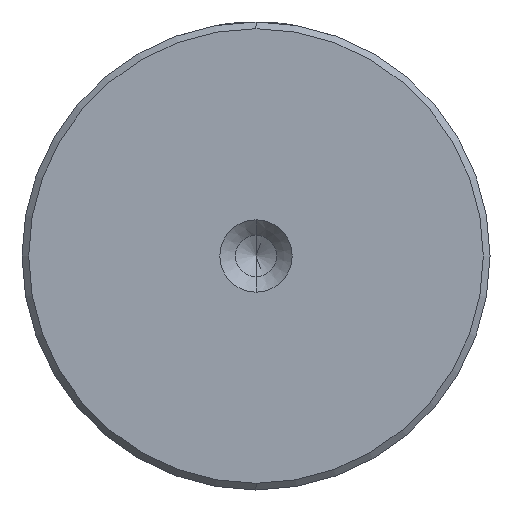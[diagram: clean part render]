
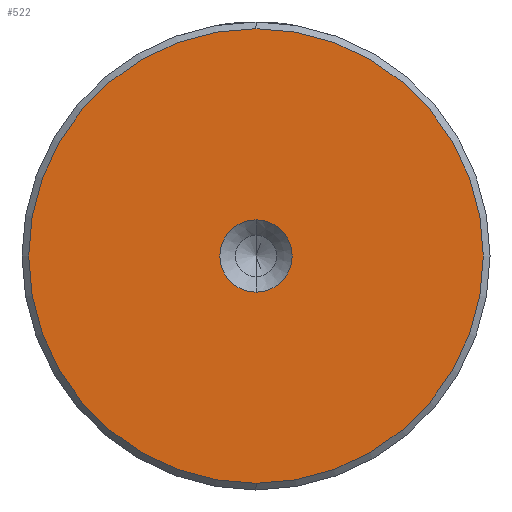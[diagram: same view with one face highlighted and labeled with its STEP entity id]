
A CAD part, left-side view. The second image highlights one B-rep face of the part: STEP entity #522.
In plain terms, the highlighted planar face has unit normal (-1, 0, 0).
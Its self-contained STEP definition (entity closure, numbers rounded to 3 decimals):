
#15 = DIRECTION ( 'NONE',  ( 0., 0., 1. ) ) ;
#20 = EDGE_CURVE ( 'NONE', #1941, #1811, #100, .T. ) ;
#66 = DIRECTION ( 'NONE',  ( -1., 0., 0. ) ) ;
#69 = DIRECTION ( 'NONE',  ( -1., 0., 0. ) ) ;
#98 = CARTESIAN_POINT ( 'NONE',  ( 0., 0., 0. ) ) ;
#100 = CIRCLE ( 'NONE', #1010, 17. ) ;
#139 = DIRECTION ( 'NONE',  ( 0., 0., 1. ) ) ;
#277 = VERTEX_POINT ( 'NONE', #1425 ) ;
#280 = CIRCLE ( 'NONE', #2135, 17. ) ;
#324 = EDGE_CURVE ( 'NONE', #2076, #277, #548, .T. ) ;
#364 = EDGE_LOOP ( 'NONE', ( #941, #2116 ) ) ;
#446 = ORIENTED_EDGE ( 'NONE', *, *, #324, .F. ) ;
#522 = ADVANCED_FACE ( 'NONE', ( #749, #1489 ), #1133, .T. ) ;
#548 = CIRCLE ( 'NONE', #1746, 2.7 ) ;
#749 = FACE_OUTER_BOUND ( 'NONE', #364, .T. ) ;
#908 = CARTESIAN_POINT ( 'NONE',  ( 0., 0., -2.7 ) ) ;
#913 = CARTESIAN_POINT ( 'NONE',  ( 0., 0., 0. ) ) ;
#937 = DIRECTION ( 'NONE',  ( 0., 0., 1. ) ) ;
#941 = ORIENTED_EDGE ( 'NONE', *, *, #1143, .T. ) ;
#1010 = AXIS2_PLACEMENT_3D ( 'NONE', #98, #69, #15 ) ;
#1025 = DIRECTION ( 'NONE',  ( -1., 0., 0. ) ) ;
#1047 = CARTESIAN_POINT ( 'NONE',  ( 0., 0., 0. ) ) ;
#1071 = CIRCLE ( 'NONE', #1239, 2.7 ) ;
#1093 = DIRECTION ( 'NONE',  ( 0., 0., 1. ) ) ;
#1133 = PLANE ( 'NONE',  #1354 ) ;
#1143 = EDGE_CURVE ( 'NONE', #1811, #1941, #280, .T. ) ;
#1206 = CARTESIAN_POINT ( 'NONE',  ( 0., 0., 17. ) ) ;
#1218 = DIRECTION ( 'NONE',  ( -1., 0., 0. ) ) ;
#1239 = AXIS2_PLACEMENT_3D ( 'NONE', #2243, #1218, #139 ) ;
#1354 = AXIS2_PLACEMENT_3D ( 'NONE', #1826, #66, #2174 ) ;
#1425 = CARTESIAN_POINT ( 'NONE',  ( 0., 0., 2.7 ) ) ;
#1426 = EDGE_LOOP ( 'NONE', ( #2102, #446 ) ) ;
#1489 = FACE_BOUND ( 'NONE', #1426, .T. ) ;
#1746 = AXIS2_PLACEMENT_3D ( 'NONE', #1047, #1025, #937 ) ;
#1811 = VERTEX_POINT ( 'NONE', #1999 ) ;
#1826 = CARTESIAN_POINT ( 'NONE',  ( 0., 0., 0. ) ) ;
#1941 = VERTEX_POINT ( 'NONE', #1206 ) ;
#1958 = EDGE_CURVE ( 'NONE', #277, #2076, #1071, .T. ) ;
#1999 = CARTESIAN_POINT ( 'NONE',  ( 0., 0., -17. ) ) ;
#2076 = VERTEX_POINT ( 'NONE', #908 ) ;
#2102 = ORIENTED_EDGE ( 'NONE', *, *, #1958, .F. ) ;
#2116 = ORIENTED_EDGE ( 'NONE', *, *, #20, .T. ) ;
#2127 = DIRECTION ( 'NONE',  ( -1., 0., 0. ) ) ;
#2135 = AXIS2_PLACEMENT_3D ( 'NONE', #913, #2127, #1093 ) ;
#2174 = DIRECTION ( 'NONE',  ( 0., 0., 1. ) ) ;
#2243 = CARTESIAN_POINT ( 'NONE',  ( 0., 0., 0. ) ) ;
